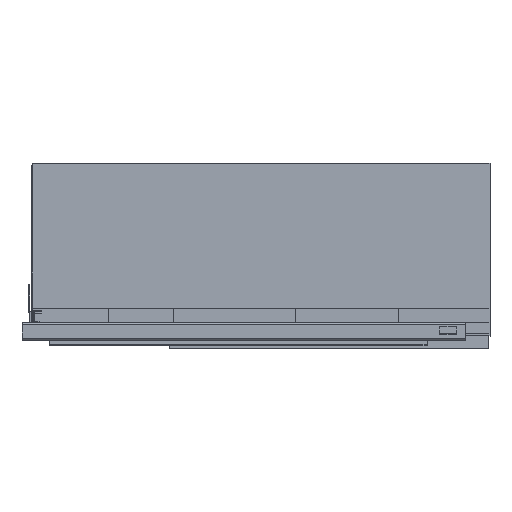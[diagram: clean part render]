
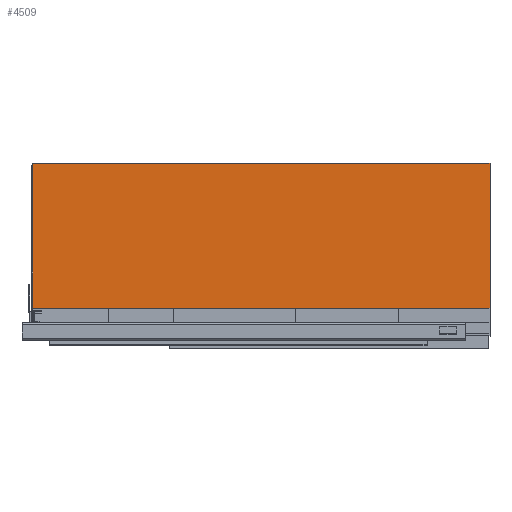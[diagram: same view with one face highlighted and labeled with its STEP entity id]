
A CAD part, top view. The second image highlights one B-rep face of the part: STEP entity #4509.
In plain terms, the highlighted planar face has unit normal (0, 0, 1).
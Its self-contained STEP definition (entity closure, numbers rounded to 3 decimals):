
#469 = VECTOR ( 'NONE', #7667, 1000. ) ;
#1046 = CARTESIAN_POINT ( 'NONE',  ( -490., 185., 13.5 ) ) ;
#1377 = VECTOR ( 'NONE', #9133, 1000. ) ;
#1941 = EDGE_CURVE ( 'NONE', #5448, #2173, #6877, .T. ) ;
#2004 = AXIS2_PLACEMENT_3D ( 'NONE', #5172, #3513, #5797 ) ;
#2173 = VERTEX_POINT ( 'NONE', #2581 ) ;
#2581 = CARTESIAN_POINT ( 'NONE',  ( 0., 185., 13.5 ) ) ;
#2607 = EDGE_LOOP ( 'NONE', ( #7422, #9213, #9169, #7761 ) ) ;
#2717 = DIRECTION ( 'NONE',  ( 1., 0., 0. ) ) ;
#3037 = VERTEX_POINT ( 'NONE', #6162 ) ;
#3082 = VERTEX_POINT ( 'NONE', #3982 ) ;
#3233 = EDGE_CURVE ( 'NONE', #3082, #3037, #3437, .T. ) ;
#3437 = LINE ( 'NONE', #4123, #4675 ) ;
#3513 = DIRECTION ( 'NONE',  ( 0., 0., 1. ) ) ;
#3982 = CARTESIAN_POINT ( 'NONE',  ( -490., 30., 13.5 ) ) ;
#4054 = PLANE ( 'NONE',  #2004 ) ;
#4123 = CARTESIAN_POINT ( 'NONE',  ( -490., 30., 13.5 ) ) ;
#4509 = ADVANCED_FACE ( 'NONE', ( #6564 ), #4054, .T. ) ;
#4675 = VECTOR ( 'NONE', #2717, 1000. ) ;
#5172 = CARTESIAN_POINT ( 'NONE',  ( -490., 185., 13.5 ) ) ;
#5448 = VERTEX_POINT ( 'NONE', #5926 ) ;
#5452 = CARTESIAN_POINT ( 'NONE',  ( -490., 185., 13.5 ) ) ;
#5797 = DIRECTION ( 'NONE',  ( 0., -1., 0. ) ) ;
#5926 = CARTESIAN_POINT ( 'NONE',  ( -490., 185., 13.5 ) ) ;
#6162 = CARTESIAN_POINT ( 'NONE',  ( 0., 30., 13.5 ) ) ;
#6165 = DIRECTION ( 'NONE',  ( 1., 0., 0. ) ) ;
#6167 = LINE ( 'NONE', #5452, #1377 ) ;
#6564 = FACE_OUTER_BOUND ( 'NONE', #2607, .T. ) ;
#6690 = EDGE_CURVE ( 'NONE', #5448, #3082, #6167, .T. ) ;
#6877 = LINE ( 'NONE', #1046, #7787 ) ;
#6979 = CARTESIAN_POINT ( 'NONE',  ( 0., 185., 13.5 ) ) ;
#7422 = ORIENTED_EDGE ( 'NONE', *, *, #9571, .F. ) ;
#7667 = DIRECTION ( 'NONE',  ( 0., -1., 0. ) ) ;
#7761 = ORIENTED_EDGE ( 'NONE', *, *, #3233, .T. ) ;
#7787 = VECTOR ( 'NONE', #6165, 1000. ) ;
#8496 = LINE ( 'NONE', #6979, #469 ) ;
#9133 = DIRECTION ( 'NONE',  ( 0., -1., 0. ) ) ;
#9169 = ORIENTED_EDGE ( 'NONE', *, *, #6690, .T. ) ;
#9213 = ORIENTED_EDGE ( 'NONE', *, *, #1941, .F. ) ;
#9571 = EDGE_CURVE ( 'NONE', #2173, #3037, #8496, .T. ) ;
